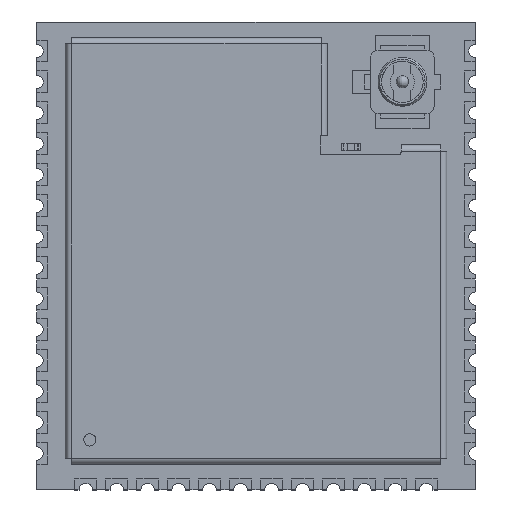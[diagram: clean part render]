
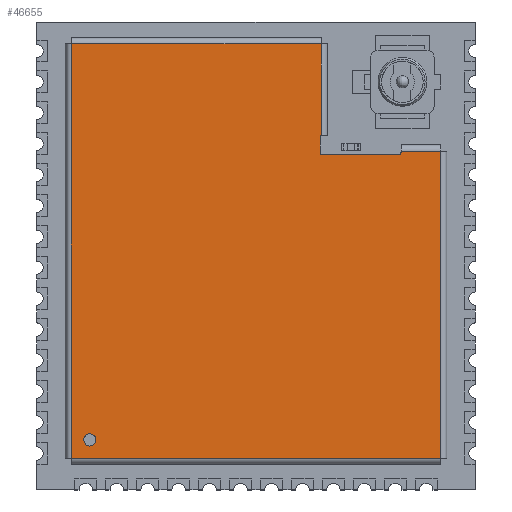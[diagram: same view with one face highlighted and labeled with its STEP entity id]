
A CAD part, top view. The second image highlights one B-rep face of the part: STEP entity #46655.
In plain terms, the highlighted planar face has unit normal (0, 0, 1).
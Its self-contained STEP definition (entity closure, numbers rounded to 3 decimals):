
#266 = EDGE_CURVE ( 'NONE', #47460, #58017, #107077, .T. ) ;
#733 = CARTESIAN_POINT ( 'NONE',  ( 10.55, 12.7, 2.4 ) ) ;
#1267 = AXIS2_PLACEMENT_3D ( 'NONE', #11582, #45131, #78291 ) ;
#1872 = CARTESIAN_POINT ( 'NONE',  ( 13.77, 13.5, 2.4 ) ) ;
#3165 = ORIENTED_EDGE ( 'NONE', *, *, #25598, .F. ) ;
#3776 = CARTESIAN_POINT ( 'NONE',  ( 0.749, 0.999, 2.4 ) ) ;
#3797 = DIRECTION ( 'NONE',  ( 0., 1., 0. ) ) ;
#4833 = ORIENTED_EDGE ( 'NONE', *, *, #90303, .F. ) ;
#5549 = EDGE_LOOP ( 'NONE', ( #36214, #20670, #76610, #3165, #32541, #30256, #75403, #79953, #4833, #55427, #84334, #78506 ) ) ;
#7132 = CARTESIAN_POINT ( 'NONE',  ( 10.5, -0.1, 2.4 ) ) ;
#7526 = VERTEX_POINT ( 'NONE', #90339 ) ;
#8092 = AXIS2_PLACEMENT_3D ( 'NONE', #10981, #44538, #77699 ) ;
#8636 = LINE ( 'NONE', #42196, #100489 ) ;
#10575 = LINE ( 'NONE', #44127, #94522 ) ;
#10834 = EDGE_CURVE ( 'NONE', #84106, #67957, #76836, .T. ) ;
#10981 = CARTESIAN_POINT ( 'NONE',  ( 10.55, 13.4, 2.4 ) ) ;
#11153 = VERTEX_POINT ( 'NONE', #3776 ) ;
#11582 = CARTESIAN_POINT ( 'NONE',  ( 0.999, 0.999, 2.4 ) ) ;
#11588 = CARTESIAN_POINT ( 'NONE',  ( 10.45, 12.8, 2.4 ) ) ;
#12323 = LINE ( 'NONE', #45902, #61597 ) ;
#16053 = FACE_OUTER_BOUND ( 'NONE', #5549, .T. ) ;
#16140 = CARTESIAN_POINT ( 'NONE',  ( 10.5, 17.25, 2.4 ) ) ;
#17261 = AXIS2_PLACEMENT_3D ( 'NONE', #92944, #18203, #51720 ) ;
#18203 = DIRECTION ( 'NONE',  ( 0., 0., 1. ) ) ;
#20670 = ORIENTED_EDGE ( 'NONE', *, *, #45328, .F. ) ;
#20720 = LINE ( 'NONE', #54232, #52476 ) ;
#21366 = CARTESIAN_POINT ( 'NONE',  ( 10.5, 13.487, 2.4 ) ) ;
#21424 = VERTEX_POINT ( 'NONE', #21366 ) ;
#22890 = LINE ( 'NONE', #56375, #54809 ) ;
#25598 = EDGE_CURVE ( 'NONE', #58017, #7526, #45576, .T. ) ;
#30256 = ORIENTED_EDGE ( 'NONE', *, *, #52077, .F. ) ;
#31525 = EDGE_LOOP ( 'NONE', ( #75324, #95560 ) ) ;
#32165 = CARTESIAN_POINT ( 'NONE',  ( 0.999, 0.999, 2.4 ) ) ;
#32210 = CARTESIAN_POINT ( 'NONE',  ( 0.25, 0.25, 2.4 ) ) ;
#32459 = CARTESIAN_POINT ( 'NONE',  ( 0., 0.25, 2.4 ) ) ;
#32541 = ORIENTED_EDGE ( 'NONE', *, *, #266, .F. ) ;
#33670 = CARTESIAN_POINT ( 'NONE',  ( 0., -0.1, 2.4 ) ) ;
#35412 = DIRECTION ( 'NONE',  ( 0., -1., 0. ) ) ;
#36214 = ORIENTED_EDGE ( 'NONE', *, *, #76780, .F. ) ;
#38900 = CARTESIAN_POINT ( 'NONE',  ( 13.67, 12.8, 2.4 ) ) ;
#40680 = DIRECTION ( 'NONE',  ( 0., -1., 0. ) ) ;
#42196 = CARTESIAN_POINT ( 'NONE',  ( 0., 12.7, 2.4 ) ) ;
#44127 = CARTESIAN_POINT ( 'NONE',  ( 0., 12.85, 2.4 ) ) ;
#44538 = DIRECTION ( 'NONE',  ( 0., 0., 1. ) ) ;
#45131 = DIRECTION ( 'NONE',  ( 0., 0., 1. ) ) ;
#45328 = EDGE_CURVE ( 'NONE', #91668, #21424, #57089, .T. ) ;
#45576 = LINE ( 'NONE', #78712, #80729 ) ;
#45902 = CARTESIAN_POINT ( 'NONE',  ( 0., 17.25, 2.4 ) ) ;
#46252 = VERTEX_POINT ( 'NONE', #48094 ) ;
#46395 = CARTESIAN_POINT ( 'NONE',  ( 15.4, 0.25, 2.4 ) ) ;
#46655 = ADVANCED_FACE ( 'NONE', ( #90834, #16053 ), #49597, .F. ) ;
#47460 = VERTEX_POINT ( 'NONE', #46395 ) ;
#48094 = CARTESIAN_POINT ( 'NONE',  ( 10.45, 13.4, 2.4 ) ) ;
#48596 = CIRCLE ( 'NONE', #1267, 0.25 ) ;
#48650 = AXIS2_PLACEMENT_3D ( 'NONE', #32165, #65562, #98593 ) ;
#49597 = PLANE ( 'NONE',  #68712 ) ;
#51720 = DIRECTION ( 'NONE',  ( -1., 0., 0. ) ) ;
#52077 = EDGE_CURVE ( 'NONE', #89322, #47460, #20720, .T. ) ;
#52476 = VECTOR ( 'NONE', #87322, 1000. ) ;
#54024 = EDGE_CURVE ( 'NONE', #11153, #57064, #48596, .T. ) ;
#54232 = CARTESIAN_POINT ( 'NONE',  ( 15.4, -0.1, 2.4 ) ) ;
#54809 = VECTOR ( 'NONE', #89416, 1000. ) ;
#55427 = ORIENTED_EDGE ( 'NONE', *, *, #105603, .F. ) ;
#55446 = CIRCLE ( 'NONE', #8092, 0.1 ) ;
#56101 = VECTOR ( 'NONE', #35412, 1000. ) ;
#56375 = CARTESIAN_POINT ( 'NONE',  ( 10.45, -0.1, 2.4 ) ) ;
#57064 = VERTEX_POINT ( 'NONE', #64202 ) ;
#57089 = LINE ( 'NONE', #7132, #105463 ) ;
#57143 = AXIS2_PLACEMENT_3D ( 'NONE', #38900, #72149, #105241 ) ;
#57425 = VECTOR ( 'NONE', #65862, 1000. ) ;
#58017 = VERTEX_POINT ( 'NONE', #32210 ) ;
#58142 = EDGE_CURVE ( 'NONE', #7526, #91668, #12323, .T. ) ;
#58350 = EDGE_CURVE ( 'NONE', #84106, #89322, #10575, .T. ) ;
#58623 = EDGE_CURVE ( 'NONE', #46252, #93794, #22890, .T. ) ;
#61597 = VECTOR ( 'NONE', #79030, 1000. ) ;
#64202 = CARTESIAN_POINT ( 'NONE',  ( 1.249, 0.999, 2.4 ) ) ;
#64590 = CIRCLE ( 'NONE', #17261, 0.1 ) ;
#65562 = DIRECTION ( 'NONE',  ( 0., 0., 1. ) ) ;
#65862 = DIRECTION ( 'NONE',  ( -1., 0., 0. ) ) ;
#67069 = DIRECTION ( 'NONE',  ( 0., 0., -1. ) ) ;
#67957 = VERTEX_POINT ( 'NONE', #101548 ) ;
#68712 = AXIS2_PLACEMENT_3D ( 'NONE', #33670, #67069, #100096 ) ;
#70160 = VERTEX_POINT ( 'NONE', #733 ) ;
#72149 = DIRECTION ( 'NONE',  ( 0., 0., 1. ) ) ;
#72808 = CARTESIAN_POINT ( 'NONE',  ( 15.4, 12.85, 2.4 ) ) ;
#73054 = EDGE_CURVE ( 'NONE', #93794, #70160, #64590, .T. ) ;
#75324 = ORIENTED_EDGE ( 'NONE', *, *, #84728, .F. ) ;
#75403 = ORIENTED_EDGE ( 'NONE', *, *, #58350, .F. ) ;
#75408 = DIRECTION ( 'NONE',  ( 1., 0., 0. ) ) ;
#76610 = ORIENTED_EDGE ( 'NONE', *, *, #58142, .F. ) ;
#76780 = EDGE_CURVE ( 'NONE', #21424, #46252, #55446, .T. ) ;
#76836 = LINE ( 'NONE', #1872, #56101 ) ;
#77302 = DIRECTION ( 'NONE',  ( 1., 0., 0. ) ) ;
#77699 = DIRECTION ( 'NONE',  ( -1., 0., 0. ) ) ;
#78291 = DIRECTION ( 'NONE',  ( 1., 0., 0. ) ) ;
#78506 = ORIENTED_EDGE ( 'NONE', *, *, #58623, .F. ) ;
#78712 = CARTESIAN_POINT ( 'NONE',  ( 0.25, -0.1, 2.4 ) ) ;
#79030 = DIRECTION ( 'NONE',  ( 1., 0., 0. ) ) ;
#79953 = ORIENTED_EDGE ( 'NONE', *, *, #10834, .T. ) ;
#80729 = VECTOR ( 'NONE', #3797, 1000. ) ;
#84106 = VERTEX_POINT ( 'NONE', #99381 ) ;
#84334 = ORIENTED_EDGE ( 'NONE', *, *, #73054, .F. ) ;
#84728 = EDGE_CURVE ( 'NONE', #57064, #11153, #95437, .T. ) ;
#87322 = DIRECTION ( 'NONE',  ( 0., -1., 0. ) ) ;
#89322 = VERTEX_POINT ( 'NONE', #72808 ) ;
#89416 = DIRECTION ( 'NONE',  ( 0., -1., 0. ) ) ;
#90303 = EDGE_CURVE ( 'NONE', #105844, #67957, #103968, .T. ) ;
#90339 = CARTESIAN_POINT ( 'NONE',  ( 0.25, 17.25, 2.4 ) ) ;
#90834 = FACE_BOUND ( 'NONE', #31525, .T. ) ;
#91668 = VERTEX_POINT ( 'NONE', #16140 ) ;
#92049 = CARTESIAN_POINT ( 'NONE',  ( 13.67, 12.7, 2.4 ) ) ;
#92944 = CARTESIAN_POINT ( 'NONE',  ( 10.55, 12.8, 2.4 ) ) ;
#93794 = VERTEX_POINT ( 'NONE', #11588 ) ;
#94522 = VECTOR ( 'NONE', #77302, 1000. ) ;
#95437 = CIRCLE ( 'NONE', #48650, 0.25 ) ;
#95560 = ORIENTED_EDGE ( 'NONE', *, *, #54024, .F. ) ;
#98593 = DIRECTION ( 'NONE',  ( 1., 0., 0. ) ) ;
#99381 = CARTESIAN_POINT ( 'NONE',  ( 13.77, 12.85, 2.4 ) ) ;
#100096 = DIRECTION ( 'NONE',  ( -1., 0., 0. ) ) ;
#100489 = VECTOR ( 'NONE', #75408, 1000. ) ;
#101548 = CARTESIAN_POINT ( 'NONE',  ( 13.77, 12.8, 2.4 ) ) ;
#103968 = CIRCLE ( 'NONE', #57143, 0.1 ) ;
#105241 = DIRECTION ( 'NONE',  ( -1., 0., 0. ) ) ;
#105463 = VECTOR ( 'NONE', #40680, 1000. ) ;
#105603 = EDGE_CURVE ( 'NONE', #70160, #105844, #8636, .T. ) ;
#105844 = VERTEX_POINT ( 'NONE', #92049 ) ;
#107077 = LINE ( 'NONE', #32459, #57425 ) ;
